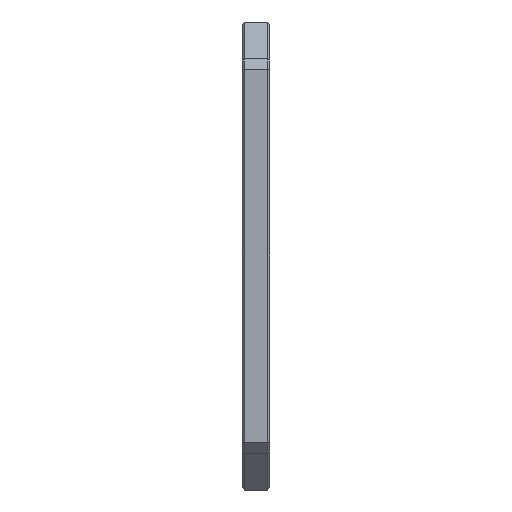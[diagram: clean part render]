
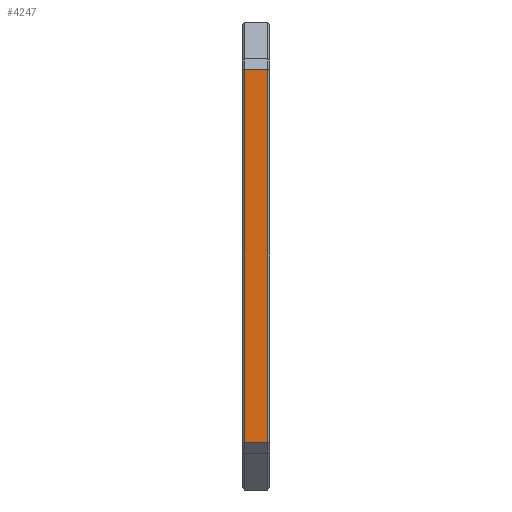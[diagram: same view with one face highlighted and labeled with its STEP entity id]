
A CAD part, left-side view. The second image highlights one B-rep face of the part: STEP entity #4247.
In plain terms, the highlighted planar face has unit normal (-1, 0, 0).
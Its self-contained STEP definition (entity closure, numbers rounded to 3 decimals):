
#61 = VERTEX_POINT ( 'NONE', #2167 ) ;
#203 = ORIENTED_EDGE ( 'NONE', *, *, #7048, .T. ) ;
#233 = VERTEX_POINT ( 'NONE', #6515 ) ;
#260 = CARTESIAN_POINT ( 'NONE',  ( -55., 0.6, 55.1 ) ) ;
#584 = LINE ( 'NONE', #2889, #1635 ) ;
#648 = VECTOR ( 'NONE', #7100, 1000. ) ;
#670 = PLANE ( 'NONE',  #7208 ) ;
#688 = DIRECTION ( 'NONE',  ( 0., 0., -1. ) ) ;
#833 = VECTOR ( 'NONE', #688, 1000. ) ;
#1166 = LINE ( 'NONE', #2864, #6202 ) ;
#1561 = ORIENTED_EDGE ( 'NONE', *, *, #6819, .T. ) ;
#1635 = VECTOR ( 'NONE', #4122, 1000. ) ;
#1774 = DIRECTION ( 'NONE',  ( 1., 0., 0. ) ) ;
#2167 = CARTESIAN_POINT ( 'NONE',  ( -55., 0.6, -55.1 ) ) ;
#2296 = DIRECTION ( 'NONE',  ( 0., -1., 0. ) ) ;
#2415 = CARTESIAN_POINT ( 'NONE',  ( -55., 0.6, 55.1 ) ) ;
#2574 = ORIENTED_EDGE ( 'NONE', *, *, #3263, .T. ) ;
#2864 = CARTESIAN_POINT ( 'NONE',  ( -55., 8., -55.1 ) ) ;
#2889 = CARTESIAN_POINT ( 'NONE',  ( -55., 8., 55.1 ) ) ;
#2994 = CARTESIAN_POINT ( 'NONE',  ( -55., 7.4, 55.1 ) ) ;
#3263 = EDGE_CURVE ( 'NONE', #61, #5130, #4788, .T. ) ;
#4122 = DIRECTION ( 'NONE',  ( 0., 1., 0. ) ) ;
#4169 = CARTESIAN_POINT ( 'NONE',  ( -55., 8., 69. ) ) ;
#4247 = ADVANCED_FACE ( 'NONE', ( #5321 ), #670, .F. ) ;
#4256 = LINE ( 'NONE', #4711, #833 ) ;
#4477 = EDGE_LOOP ( 'NONE', ( #5008, #1561, #203, #2574 ) ) ;
#4711 = CARTESIAN_POINT ( 'NONE',  ( -55., 7.4, 69. ) ) ;
#4788 = LINE ( 'NONE', #2415, #648 ) ;
#4861 = EDGE_CURVE ( 'NONE', #5130, #6795, #584, .T. ) ;
#5008 = ORIENTED_EDGE ( 'NONE', *, *, #4861, .T. ) ;
#5130 = VERTEX_POINT ( 'NONE', #260 ) ;
#5321 = FACE_OUTER_BOUND ( 'NONE', #4477, .T. ) ;
#5947 = DIRECTION ( 'NONE',  ( 0., 0., -1. ) ) ;
#6202 = VECTOR ( 'NONE', #2296, 1000. ) ;
#6515 = CARTESIAN_POINT ( 'NONE',  ( -55., 7.4, -55.1 ) ) ;
#6795 = VERTEX_POINT ( 'NONE', #2994 ) ;
#6819 = EDGE_CURVE ( 'NONE', #6795, #233, #4256, .T. ) ;
#7048 = EDGE_CURVE ( 'NONE', #233, #61, #1166, .T. ) ;
#7100 = DIRECTION ( 'NONE',  ( 0., 0., 1. ) ) ;
#7208 = AXIS2_PLACEMENT_3D ( 'NONE', #4169, #1774, #5947 ) ;
